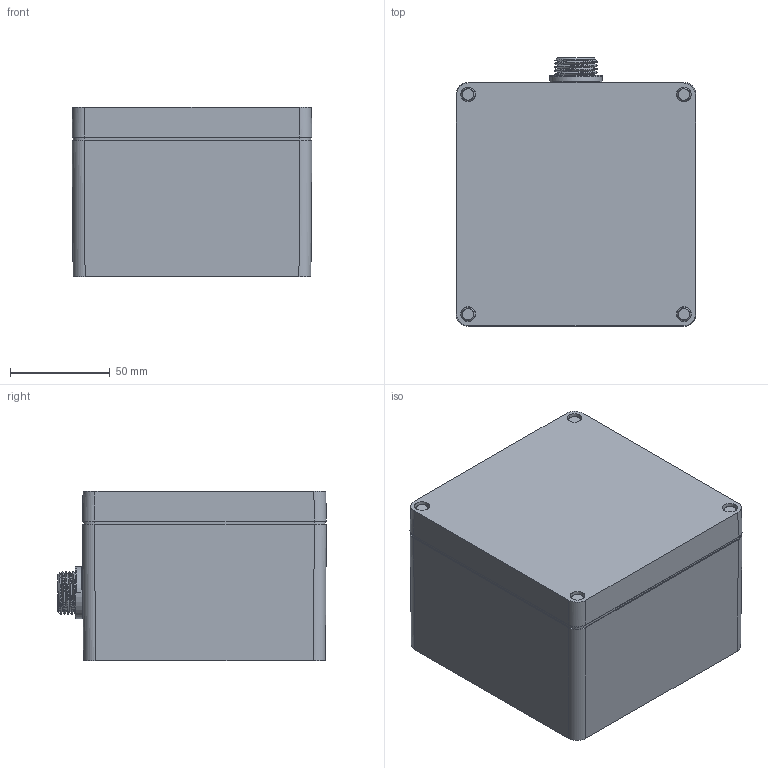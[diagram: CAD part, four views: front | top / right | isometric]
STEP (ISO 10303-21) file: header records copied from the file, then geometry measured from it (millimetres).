
FILE_DESCRIPTION (( 'STEP AP214' ), '1' );
FILE_NAME ('908166.STEP', '2025-07-29T15:28:54', ( '' ), ( '' ), 'SwSTEP 2.0', 'SolidWorks 2024', '' );
FILE_SCHEMA (( 'AUTOMOTIVE_DESIGN' ));
Length unit declared in the file: inch
Products named in the file (1): 908166
Bounding box: 120 x 134.43 x 85 mm (x, y, z)
Volume: 538270.6 mm3; surface area: 190519 mm2
Topology: 2 solids, 2 shells, 836 faces, 2389 edges, 1592 vertices
Faces by surface type: plane 588, cylinder 173, cone 33, bspline 24, torus 18
Entity records: 34627 total; most frequent: CARTESIAN_POINT 14033, ORIENTED_EDGE 4778, DIRECTION 3465, EDGE_CURVE 2389, VERTEX_POINT 1592, LINE 1567, VECTOR 1567, AXIS2_PLACEMENT_3D 949
